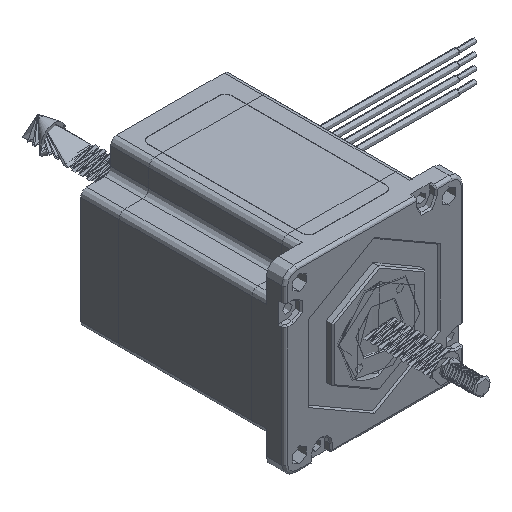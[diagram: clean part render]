
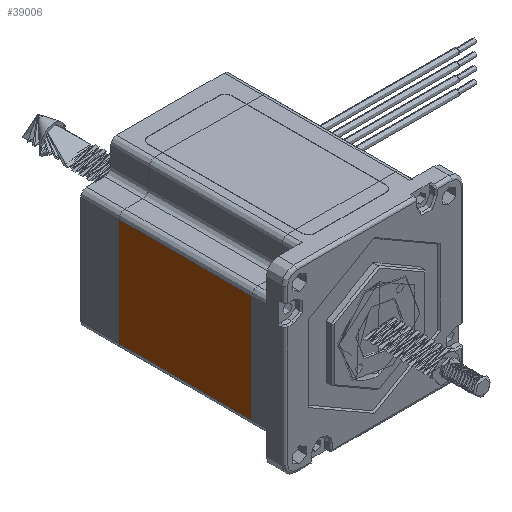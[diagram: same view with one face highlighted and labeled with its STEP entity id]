
A CAD part, isometric view. The second image highlights one B-rep face of the part: STEP entity #39006.
In plain terms, the highlighted face is planar.
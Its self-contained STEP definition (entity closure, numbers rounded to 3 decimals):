
#11 = FACE_OUTER_BOUND ( 'NONE', #19286, .T. ) ;
#1632 = ORIENTED_EDGE ( 'NONE', *, *, #9279, .F. ) ;
#2036 = ORIENTED_EDGE ( 'NONE', *, *, #34275, .T. ) ;
#4865 = AXIS2_PLACEMENT_3D ( 'NONE', #17816, #18108, #60305 ) ;
#9279 = EDGE_CURVE ( 'NONE', #9369, #54809, #41300, .T. ) ;
#9369 = VERTEX_POINT ( 'NONE', #59972 ) ;
#13346 = VECTOR ( 'NONE', #40790, 1000. ) ;
#17816 = CARTESIAN_POINT ( 'NONE',  ( 44.5, -30., 18. ) ) ;
#17903 = VECTOR ( 'NONE', #23109, 1000. ) ;
#18108 = DIRECTION ( 'NONE',  ( 0., 1., 0. ) ) ;
#18841 = ORIENTED_EDGE ( 'NONE', *, *, #22243, .F. ) ;
#19286 = EDGE_LOOP ( 'NONE', ( #2036, #1632, #18841, #54018 ) ) ;
#22243 = EDGE_CURVE ( 'NONE', #60054, #9369, #44776, .T. ) ;
#22690 = PLANE ( 'NONE',  #4865 ) ;
#23109 = DIRECTION ( 'NONE',  ( 0., 0., -1. ) ) ;
#24020 = LINE ( 'NONE', #42675, #17903 ) ;
#24938 = LINE ( 'NONE', #33248, #34547 ) ;
#33248 = CARTESIAN_POINT ( 'NONE',  ( 44.5, -30., 18. ) ) ;
#34275 = EDGE_CURVE ( 'NONE', #54212, #54809, #24020, .T. ) ;
#34547 = VECTOR ( 'NONE', #38713, 1000. ) ;
#36038 = VECTOR ( 'NONE', #60569, 1000. ) ;
#36525 = CARTESIAN_POINT ( 'NONE',  ( 44.5, -30., 18. ) ) ;
#38713 = DIRECTION ( 'NONE',  ( -1., 0., 0. ) ) ;
#39006 = ADVANCED_FACE ( 'NONE', ( #11 ), #22690, .F. ) ;
#40690 = CARTESIAN_POINT ( 'NONE',  ( 44.5, -30., -18. ) ) ;
#40790 = DIRECTION ( 'NONE',  ( 0., 0., -1. ) ) ;
#41300 = LINE ( 'NONE', #40690, #36038 ) ;
#42401 = EDGE_CURVE ( 'NONE', #60054, #54212, #24938, .T. ) ;
#42675 = CARTESIAN_POINT ( 'NONE',  ( 0., -30., 18. ) ) ;
#44776 = LINE ( 'NONE', #36525, #13346 ) ;
#47011 = CARTESIAN_POINT ( 'NONE',  ( 0., -30., -18. ) ) ;
#50230 = CARTESIAN_POINT ( 'NONE',  ( 0., -30., 18. ) ) ;
#52592 = CARTESIAN_POINT ( 'NONE',  ( 44.5, -30., 18. ) ) ;
#54018 = ORIENTED_EDGE ( 'NONE', *, *, #42401, .T. ) ;
#54212 = VERTEX_POINT ( 'NONE', #50230 ) ;
#54809 = VERTEX_POINT ( 'NONE', #47011 ) ;
#59972 = CARTESIAN_POINT ( 'NONE',  ( 44.5, -30., -18. ) ) ;
#60054 = VERTEX_POINT ( 'NONE', #52592 ) ;
#60305 = DIRECTION ( 'NONE',  ( 0., 0., -1. ) ) ;
#60569 = DIRECTION ( 'NONE',  ( -1., 0., 0. ) ) ;
